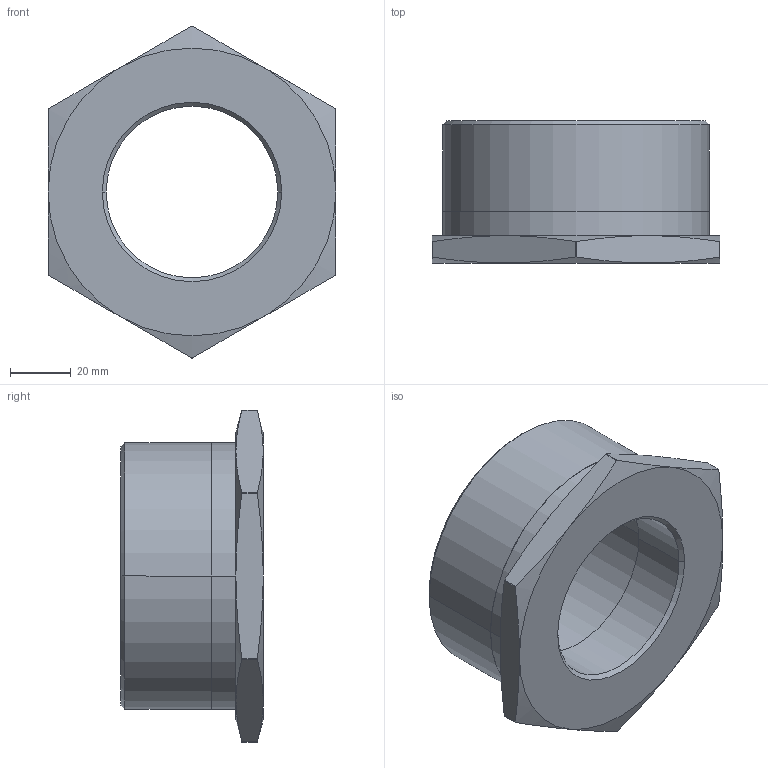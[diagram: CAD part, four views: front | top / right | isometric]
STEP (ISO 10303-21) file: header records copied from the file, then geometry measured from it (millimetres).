
FILE_DESCRIPTION (( 'STEP AP214' ), '1' );
FILE_NAME ('heco_RS-300-200-I.STEP', '2017-05-18T07:49:55', ( '' ), ( '' ), 'SwSTEP 2.0', 'SolidWorks 2016', '' );
FILE_SCHEMA (( 'AUTOMOTIVE_DESIGN' ));
Length unit declared in the file: millimetre
Products named in the file (1): heco_RS-300-200-I
Bounding box: 95 x 47 x 109.6 mm (x, y, z)
Volume: 173025.5 mm3; surface area: 31932.7 mm2
Topology: 1 solids, 1 shells, 236 faces, 604 edges, 396 vertices
Faces by surface type: bspline 111, plane 85, cylinder 20, cone 20
Entity records: 15601 total; most frequent: CARTESIAN_POINT 8724, ORIENTED_EDGE 1208, DIRECTION 622, EDGE_CURVE 604, VERTEX_POINT 396, LINE 298, VECTOR 298, EDGE_LOOP 264
